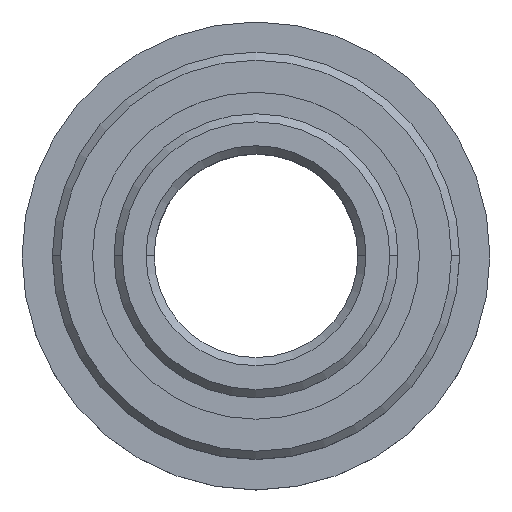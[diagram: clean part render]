
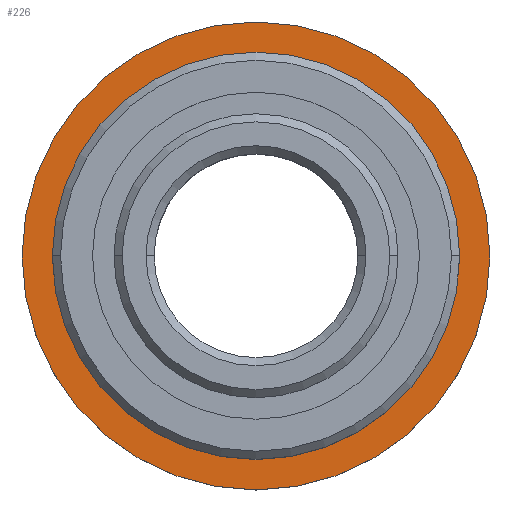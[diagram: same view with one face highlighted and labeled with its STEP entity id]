
A CAD part, top view. The second image highlights one B-rep face of the part: STEP entity #226.
In plain terms, the highlighted planar face has unit normal (0, 0, 1).
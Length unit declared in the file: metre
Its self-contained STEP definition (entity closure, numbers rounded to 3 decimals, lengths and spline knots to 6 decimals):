
#37=FACE_BOUND('',#363,.T.);
#47=PLANE('',#1398);
#226=ADVANCED_FACE('',(#292,#37),#47,.T.);
#292=FACE_OUTER_BOUND('',#362,.T.);
#362=EDGE_LOOP('',(#520));
#363=EDGE_LOOP('',(#521));
#520=ORIENTED_EDGE('',*,*,#708,.T.);
#521=ORIENTED_EDGE('',*,*,#709,.T.);
#708=EDGE_CURVE('',#1124,#1124,#986,.T.);
#709=EDGE_CURVE('',#1125,#1125,#987,.T.);
#986=CIRCLE('',#1399,0.004559);
#987=CIRCLE('',#1400,0.003969);
#1124=VERTEX_POINT('',#2857);
#1125=VERTEX_POINT('',#2858);
#1398=AXIS2_PLACEMENT_3D('',#2856,#1665,$);
#1399=AXIS2_PLACEMENT_3D($,#2859,#1666,#1667);
#1400=AXIS2_PLACEMENT_3D($,#2860,#1668,#1669);
#1665=DIRECTION('',(0.,0.,1.));
#1666=DIRECTION('',(0.,0.,1.));
#1667=DIRECTION('',(-1.,0.,0.));
#1668=DIRECTION('',(0.,0.,-1.));
#1669=DIRECTION('',(1.,0.,0.));
#2856=CARTESIAN_POINT('',(-0.605483,-0.605483,-0.000572));
#2857=CARTESIAN_POINT('',(-0.004559,0.,-0.000572));
#2858=CARTESIAN_POINT('',(0.003969,0.,-0.000572));
#2859=CARTESIAN_POINT('',(0.,0.,-0.000572));
#2860=CARTESIAN_POINT('',(0.,0.,-0.000572));
